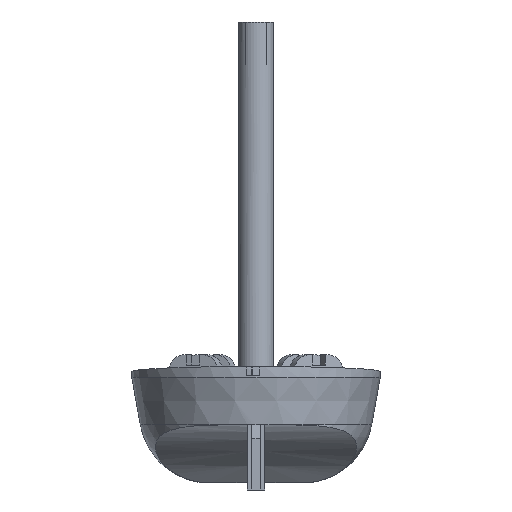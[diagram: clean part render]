
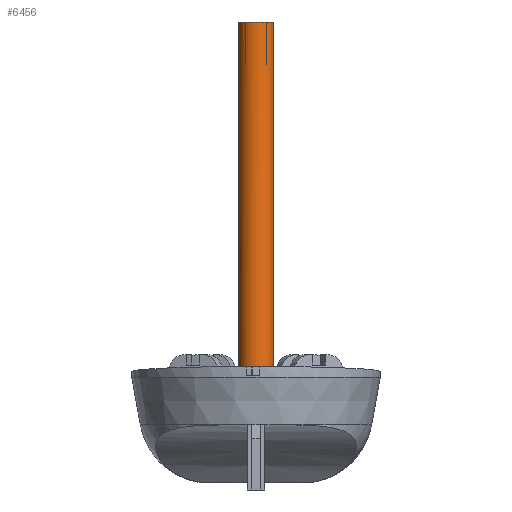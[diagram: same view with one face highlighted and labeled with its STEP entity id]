
A CAD part, left-side view. The second image highlights one B-rep face of the part: STEP entity #6456.
In plain terms, the highlighted cylindrical face has radius 10 mm (diameter 20 mm), a full revolution.
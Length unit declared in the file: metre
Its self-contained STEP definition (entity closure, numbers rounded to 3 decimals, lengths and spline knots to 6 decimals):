
#41=CYLINDRICAL_SURFACE('',#6861,0.01);
#83=CIRCLE('',#6828,0.01);
#84=CIRCLE('',#6831,0.01);
#87=CIRCLE('',#6836,0.01);
#88=CIRCLE('',#6843,0.01);
#91=CIRCLE('',#6862,0.01);
#398=ORIENTED_EDGE('',*,*,#2105,.F.);
#399=ORIENTED_EDGE('',*,*,#2213,.T.);
#400=ORIENTED_EDGE('',*,*,#2097,.F.);
#401=ORIENTED_EDGE('',*,*,#2214,.F.);
#402=ORIENTED_EDGE('',*,*,#2127,.F.);
#403=ORIENTED_EDGE('',*,*,#2215,.T.);
#404=ORIENTED_EDGE('',*,*,#2216,.F.);
#405=ORIENTED_EDGE('',*,*,#2167,.F.);
#406=ORIENTED_EDGE('',*,*,#2159,.T.);
#2097=EDGE_CURVE('',#3019,#3020,#83,.T.);
#2105=EDGE_CURVE('',#3027,#3028,#84,.T.);
#2127=EDGE_CURVE('',#3048,#3044,#87,.F.);
#2159=EDGE_CURVE('',#3078,#3044,#3687,.F.);
#2167=EDGE_CURVE('',#3078,#3082,#88,.F.);
#2213=EDGE_CURVE('',#3027,#3020,#3738,.T.);
#2214=EDGE_CURVE('',#3028,#3019,#3739,.T.);
#2215=EDGE_CURVE('',#3048,#3112,#3740,.T.);
#2216=EDGE_CURVE('',#3082,#3112,#91,.F.);
#3019=VERTEX_POINT('',#9152);
#3020=VERTEX_POINT('',#9153);
#3027=VERTEX_POINT('',#9170);
#3028=VERTEX_POINT('',#9171);
#3044=VERTEX_POINT('',#9206);
#3048=VERTEX_POINT('',#9214);
#3078=VERTEX_POINT('',#9281);
#3082=VERTEX_POINT('',#9290);
#3112=VERTEX_POINT('',#9389);
#3687=LINE('',#9280,#4534);
#3738=LINE('',#9386,#4585);
#3739=LINE('',#9387,#4586);
#3740=LINE('',#9388,#4587);
#4534=VECTOR('',#7460,1.);
#4585=VECTOR('',#7553,1.);
#4586=VECTOR('',#7554,1.);
#4587=VECTOR('',#7555,1.);
#5289=EDGE_LOOP('',(#398,#399,#400,#401));
#5290=EDGE_LOOP('',(#402,#403,#404,#405,#406));
#5709=FACE_BOUND('',#5289,.T.);
#5710=FACE_BOUND('',#5290,.T.);
#6456=ADVANCED_FACE('',(#5709,#5710),#41,.T.);
#6828=AXIS2_PLACEMENT_3D('',#9151,#7377,#7378);
#6831=AXIS2_PLACEMENT_3D('',#9169,#7390,#7391);
#6836=AXIS2_PLACEMENT_3D('',#9215,#7419,#7420);
#6843=AXIS2_PLACEMENT_3D('',#9296,#7472,#7473);
#6861=AXIS2_PLACEMENT_3D('',#9385,#7551,#7552);
#6862=AXIS2_PLACEMENT_3D('',#9390,#7556,#7557);
#7377=DIRECTION('',(0.,0.,1.));
#7378=DIRECTION('',(1.,0.,0.));
#7390=DIRECTION('',(0.,0.,1.));
#7391=DIRECTION('',(1.,0.,0.));
#7419=DIRECTION('',(0.,0.,1.));
#7420=DIRECTION('',(1.,0.,0.));
#7460=DIRECTION('',(0.,0.,-1.));
#7472=DIRECTION('',(0.,0.,1.));
#7473=DIRECTION('',(1.,0.,0.));
#7551=DIRECTION('',(0.,0.,-1.));
#7552=DIRECTION('',(-1.,0.,0.));
#7553=DIRECTION('',(0.,0.,1.));
#7554=DIRECTION('',(0.,0.,1.));
#7555=DIRECTION('',(0.,0.,-1.));
#7556=DIRECTION('',(0.,0.,1.));
#7557=DIRECTION('',(1.,0.,0.));
#9151=CARTESIAN_POINT('',(-0.05,0.,0.262));
#9152=CARTESIAN_POINT('',(-0.042076,0.0061,0.262));
#9153=CARTESIAN_POINT('',(-0.042076,-0.0061,0.262));
#9169=CARTESIAN_POINT('',(-0.05,0.,0.25));
#9170=CARTESIAN_POINT('',(-0.042076,-0.0061,0.25));
#9171=CARTESIAN_POINT('',(-0.042076,0.0061,0.25));
#9206=CARTESIAN_POINT('',(-0.05,0.01,0.06));
#9214=CARTESIAN_POINT('',(-0.05,-0.01,0.06));
#9215=CARTESIAN_POINT('',(-0.05,0.,0.06));
#9280=CARTESIAN_POINT('',(-0.05,0.01,0.25));
#9281=CARTESIAN_POINT('',(-0.05,0.01,0.058));
#9290=CARTESIAN_POINT('',(-0.04,0.,0.058));
#9296=CARTESIAN_POINT('',(-0.05,0.,0.058));
#9385=CARTESIAN_POINT('',(-0.05,0.,0.25));
#9386=CARTESIAN_POINT('',(-0.042076,-0.0061,0.249998));
#9387=CARTESIAN_POINT('',(-0.042076,0.0061,0.249998));
#9388=CARTESIAN_POINT('',(-0.05,-0.01,0.25));
#9389=CARTESIAN_POINT('',(-0.05,-0.01,0.058));
#9390=CARTESIAN_POINT('',(-0.05,0.,0.058));
